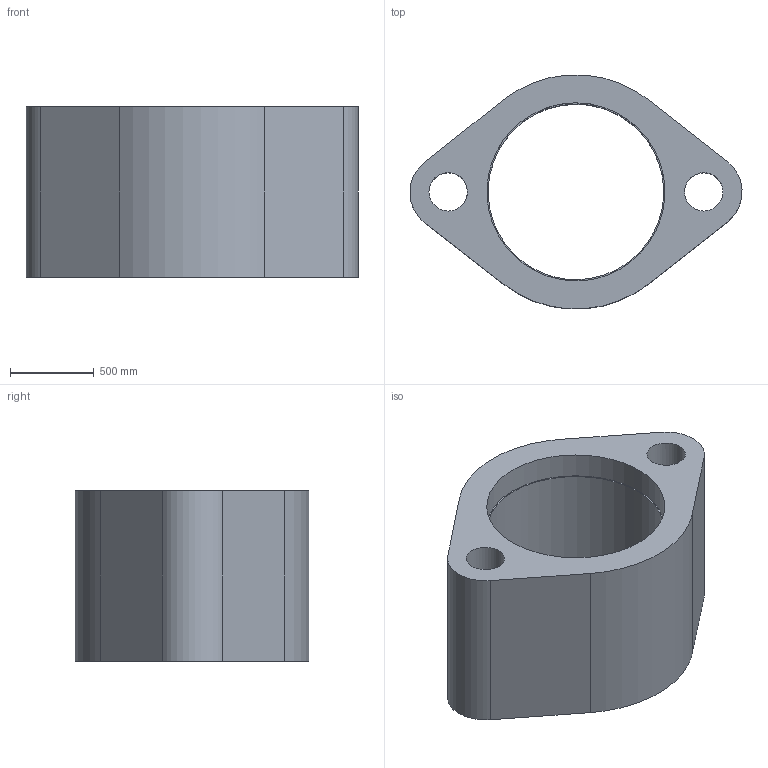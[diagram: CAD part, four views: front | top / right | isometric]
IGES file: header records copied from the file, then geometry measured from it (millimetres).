
Global section: file name: holder1-perfect; native system: AutoCAD 2020 - Français (French),; preprocessor: Autodesk Translation Framework DWG producer (atf_dwg_producer); organization: unknown; date: 20191007.230003; units: inch
Bounding box: 1979.49 x 1393.28 x 1016 mm (x, y, z)
Volume: 923321348.1 mm3; surface area: 11799205.7 mm2
Topology: 1 solids, 1 shells, 15 faces, 44 edges, 32 vertices
Faces by surface type: bspline 15
